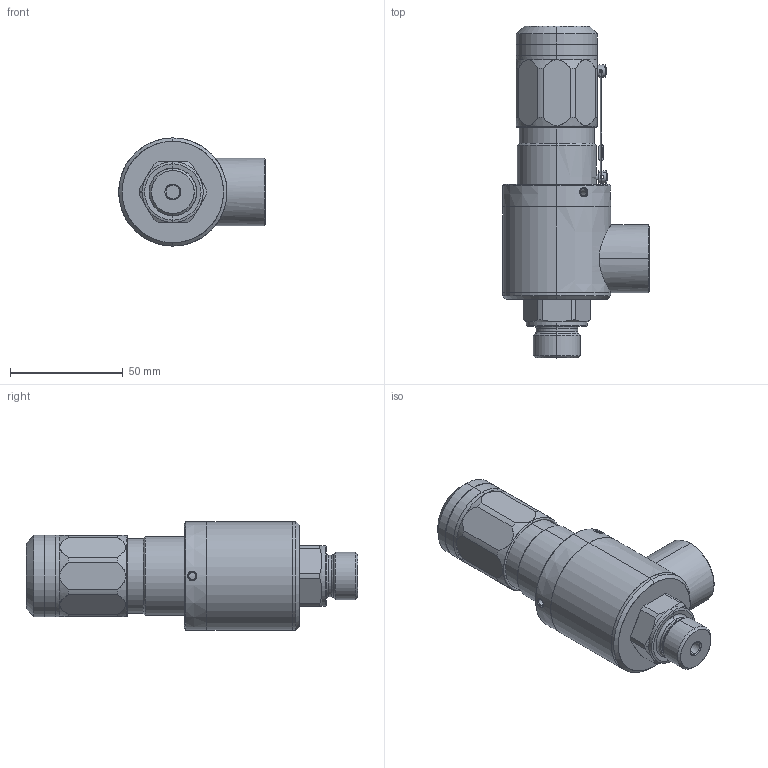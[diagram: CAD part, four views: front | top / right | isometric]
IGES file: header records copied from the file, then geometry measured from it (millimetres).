
Start section: SolidWorks IGES file using analytic representation for surfaces
Global section: file name: 492tGO_10_MF_1520_PAI.IGS; native system: SolidWorks 2016; preprocessor: SolidWorks 2016; author: Blankenhorn; date: 160919.134352; units: millimetre
Bounding box: 65 x 147.25 x 48 mm (x, y, z)
Surface area: 56263.3 mm2 (no closed solid volume)
Topology: 0 solids, 0 shells, 374 faces, 6453 edges, 6449 vertices
Faces by surface type: revolution 247, bspline 127
